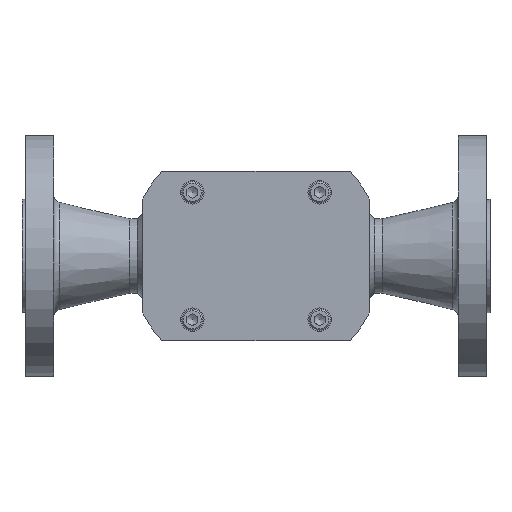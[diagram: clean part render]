
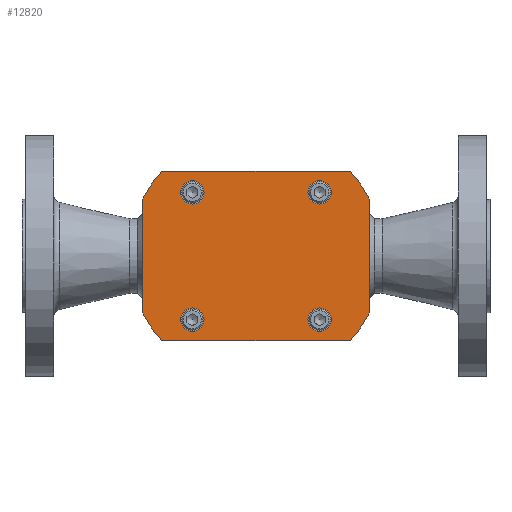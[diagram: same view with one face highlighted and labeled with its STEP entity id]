
A CAD part, front view. The second image highlights one B-rep face of the part: STEP entity #12820.
In plain terms, the highlighted planar face has unit normal (0, -1, 0).
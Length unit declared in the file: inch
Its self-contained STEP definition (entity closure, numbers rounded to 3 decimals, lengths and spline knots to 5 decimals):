
#12275=CARTESIAN_POINT('',(1.66092,0.,-1.5));
#12276=VERTEX_POINT('',#12275);
#12283=CARTESIAN_POINT('',(-1.66092,0.,-1.5));
#12284=VERTEX_POINT('',#12283);
#12285=CARTESIAN_POINT('',(-1.66092,0.,-1.5));
#12286=DIRECTION('',(1.0,0.0,0.0));
#12287=VECTOR('',#12286,3.32183);
#12288=LINE('',#12285,#12287);
#12289=EDGE_CURVE('',#12284,#12276,#12288,.T.);
#12349=CARTESIAN_POINT('',(-1.125,0.,0.9175));
#12350=VERTEX_POINT('',#12349);
#12351=CARTESIAN_POINT('',(-1.125,0.,1.125));
#12352=DIRECTION('',(0.0,1.0,0.0));
#12353=DIRECTION('',(0.0,0.0,-1.0));
#12354=AXIS2_PLACEMENT_3D('',#12351,#12352,#12353);
#12355=CIRCLE('',#12354,0.2075);
#12356=EDGE_CURVE('',#12350,#12350,#12355,.T.);
#12418=CARTESIAN_POINT('',(-0.9175,0.,-1.125));
#12419=VERTEX_POINT('',#12418);
#12420=CARTESIAN_POINT('',(-1.125,0.,-1.125));
#12421=DIRECTION('',(0.0,1.0,0.0));
#12422=DIRECTION('',(1.0,0.0,0.0));
#12423=AXIS2_PLACEMENT_3D('',#12420,#12421,#12422);
#12424=CIRCLE('',#12423,0.2075);
#12425=EDGE_CURVE('',#12419,#12419,#12424,.T.);
#12487=CARTESIAN_POINT('',(1.125,0.,-0.9175));
#12488=VERTEX_POINT('',#12487);
#12489=CARTESIAN_POINT('',(1.125,0.,-1.125));
#12490=DIRECTION('',(0.0,1.0,0.0));
#12491=DIRECTION('',(0.0,0.0,1.0));
#12492=AXIS2_PLACEMENT_3D('',#12489,#12490,#12491);
#12493=CIRCLE('',#12492,0.2075);
#12494=EDGE_CURVE('',#12488,#12488,#12493,.T.);
#12548=CARTESIAN_POINT('',(0.9175,0.,1.125));
#12549=VERTEX_POINT('',#12548);
#12550=CARTESIAN_POINT('',(1.125,0.,1.125));
#12551=DIRECTION('',(0.0,1.0,0.0));
#12552=DIRECTION('',(-1.0,0.0,0.0));
#12553=AXIS2_PLACEMENT_3D('',#12550,#12551,#12552);
#12554=CIRCLE('',#12553,0.2075);
#12555=EDGE_CURVE('',#12549,#12549,#12554,.T.);
#12579=CARTESIAN_POINT('',(1.66092,0.,1.5));
#12580=VERTEX_POINT('',#12579);
#12587=CARTESIAN_POINT('',(2.0,0.,1.00431));
#12588=VERTEX_POINT('',#12587);
#12589=CARTESIAN_POINT('',(0.0,0.0,0.0));
#12590=DIRECTION('',(0.,-1.0,0.));
#12591=DIRECTION('',(-0.742,0.,-0.67));
#12592=AXIS2_PLACEMENT_3D('',#12589,#12590,#12591);
#12593=CIRCLE('',#12592,2.238);
#12594=EDGE_CURVE('',#12588,#12580,#12593,.T.);
#12625=CARTESIAN_POINT('',(-1.66092,0.,1.5));
#12626=VERTEX_POINT('',#12625);
#12633=CARTESIAN_POINT('',(1.66092,0.,1.5));
#12634=DIRECTION('',(-1.0,0.0,0.0));
#12635=VECTOR('',#12634,3.32183);
#12636=LINE('',#12633,#12635);
#12637=EDGE_CURVE('',#12580,#12626,#12636,.T.);
#12649=CARTESIAN_POINT('',(-2.0,0.,1.00431));
#12650=VERTEX_POINT('',#12649);
#12657=CARTESIAN_POINT('',(0.0,0.0,0.0));
#12658=DIRECTION('',(0.,-1.,0.));
#12659=DIRECTION('',(0.894,0.,-0.449));
#12660=AXIS2_PLACEMENT_3D('',#12657,#12658,#12659);
#12661=CIRCLE('',#12660,2.238);
#12662=EDGE_CURVE('',#12626,#12650,#12661,.T.);
#12683=CARTESIAN_POINT('',(-2.0,0.,-1.00431));
#12684=VERTEX_POINT('',#12683);
#12691=CARTESIAN_POINT('',(-2.0,0.,1.00431));
#12692=DIRECTION('',(0.0,0.0,-1.0));
#12693=VECTOR('',#12692,2.00863);
#12694=LINE('',#12691,#12693);
#12695=EDGE_CURVE('',#12650,#12684,#12694,.T.);
#12711=CARTESIAN_POINT('',(0.0,0.0,0.0));
#12712=DIRECTION('',(0.,-1.0,0.));
#12713=DIRECTION('',(0.742,0.,0.67));
#12714=AXIS2_PLACEMENT_3D('',#12711,#12712,#12713);
#12715=CIRCLE('',#12714,2.238);
#12716=EDGE_CURVE('',#12684,#12284,#12715,.T.);
#12728=CARTESIAN_POINT('',(2.0,0.,-1.00431));
#12729=VERTEX_POINT('',#12728);
#12736=CARTESIAN_POINT('',(0.0,0.0,0.0));
#12737=DIRECTION('',(0.,-1.,0.));
#12738=DIRECTION('',(-0.894,0.,0.449));
#12739=AXIS2_PLACEMENT_3D('',#12736,#12737,#12738);
#12740=CIRCLE('',#12739,2.238);
#12741=EDGE_CURVE('',#12276,#12729,#12740,.T.);
#12768=CARTESIAN_POINT('',(2.0,0.,-1.00431));
#12769=DIRECTION('',(0.0,0.0,1.0));
#12770=VECTOR('',#12769,2.00863);
#12771=LINE('',#12768,#12770);
#12772=EDGE_CURVE('',#12729,#12588,#12771,.T.);
#12793=CARTESIAN_POINT('',(0.,0.,0.));
#12794=DIRECTION('',(0.0,1.0,0.0));
#12795=DIRECTION('',(0.0,0.0,-1.0));
#12796=AXIS2_PLACEMENT_3D('',#12793,#12794,#12795);
#12797=PLANE('',#12796);
#12798=ORIENTED_EDGE('',*,*,#12772,.T.);
#12799=ORIENTED_EDGE('',*,*,#12594,.T.);
#12800=ORIENTED_EDGE('',*,*,#12637,.T.);
#12801=ORIENTED_EDGE('',*,*,#12662,.T.);
#12802=ORIENTED_EDGE('',*,*,#12695,.T.);
#12803=ORIENTED_EDGE('',*,*,#12716,.T.);
#12804=ORIENTED_EDGE('',*,*,#12289,.T.);
#12805=ORIENTED_EDGE('',*,*,#12741,.T.);
#12806=EDGE_LOOP('',(#12798,#12799,#12800,#12801,#12802,#12803,#12804,#12805));
#12807=FACE_OUTER_BOUND('',#12806,.T.);
#12808=ORIENTED_EDGE('',*,*,#12356,.T.);
#12809=EDGE_LOOP('',(#12808));
#12810=FACE_BOUND('',#12809,.T.);
#12811=ORIENTED_EDGE('',*,*,#12425,.T.);
#12812=EDGE_LOOP('',(#12811));
#12813=FACE_BOUND('',#12812,.T.);
#12814=ORIENTED_EDGE('',*,*,#12494,.T.);
#12815=EDGE_LOOP('',(#12814));
#12816=FACE_BOUND('',#12815,.T.);
#12817=ORIENTED_EDGE('',*,*,#12555,.T.);
#12818=EDGE_LOOP('',(#12817));
#12819=FACE_BOUND('',#12818,.T.);
#12820=ADVANCED_FACE('',(#12807,#12810,#12813,#12816,#12819),#12797,.F.);
